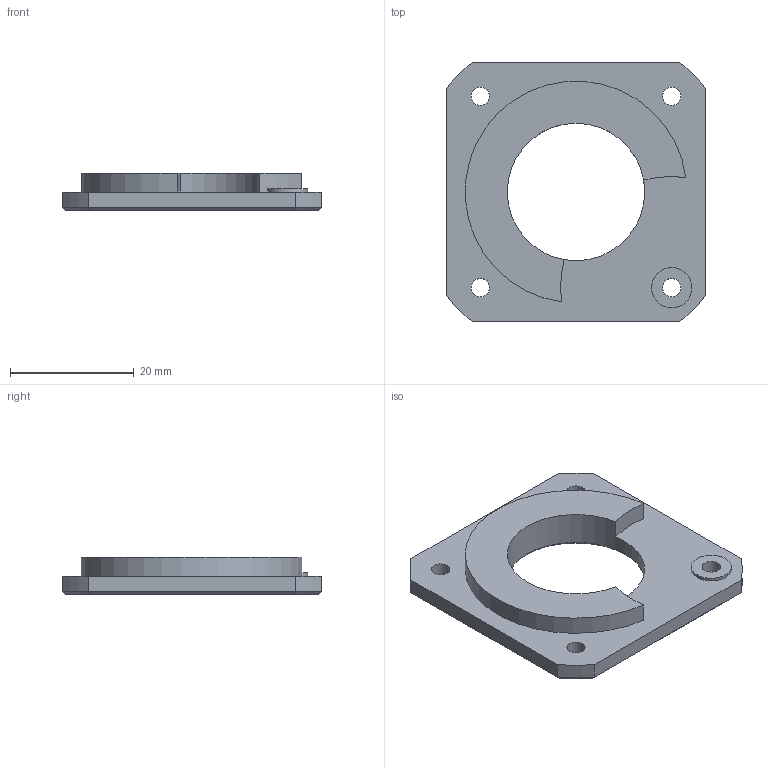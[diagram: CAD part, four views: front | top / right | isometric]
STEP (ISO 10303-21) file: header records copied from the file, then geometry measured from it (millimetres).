
FILE_DESCRIPTION(('STEP AP214'), '1');
FILE_NAME('r5-22', '2023-04-17T14:34:04', (''), (''), 'ASCON STEP Converter 1.3', 'ASCON Math Kernel', '');
FILE_SCHEMA(('AUTOMOTIVE_DESIGN { 1 0 10303 214 3 1 1}'));
Length unit declared in the file: millimetre
Products named in the file (1): 2
Bounding box: 42 x 42 x 6 mm (x, y, z)
Volume: 5228.4 mm3; surface area: 3791.3 mm2
Topology: 1 solids, 1 shells, 34 faces, 80 edges, 49 vertices
Faces by surface type: cylinder 13, plane 12, cone 9
Full cylindrical faces by diameter (mm): 3 x4, 6.5 x1, 22.25 x1
Entity records: 1002 total; most frequent: CARTESIAN_POINT 185, DIRECTION 168, ORIENTED_EDGE 138, AXIS2_PLACEMENT_3D 72, EDGE_CURVE 69, EDGE_LOOP 56, VERTEX_POINT 49, CIRCLE 37
